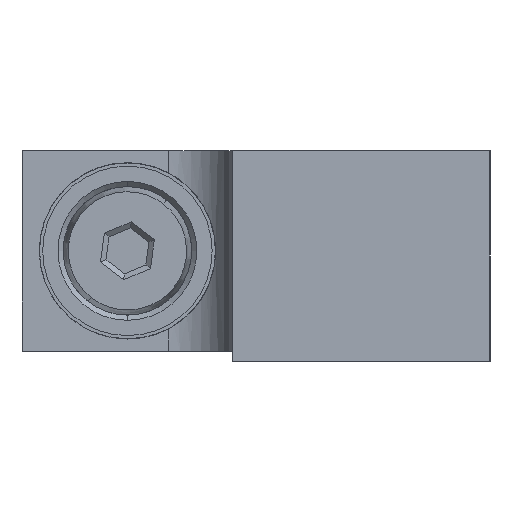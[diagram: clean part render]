
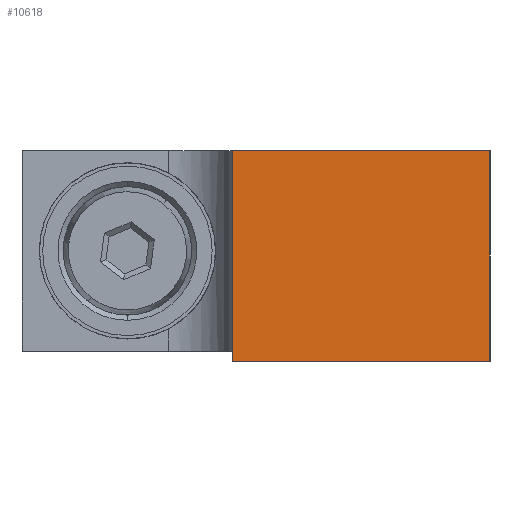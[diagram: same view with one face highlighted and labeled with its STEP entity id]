
A CAD part, left-side view. The second image highlights one B-rep face of the part: STEP entity #10618.
In plain terms, the highlighted planar face has unit normal (-1, 0, 0).
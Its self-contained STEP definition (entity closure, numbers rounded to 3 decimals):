
#340 = CARTESIAN_POINT ( 'NONE',  ( 0., 12.7, 10.414 ) ) ;
#548 = FACE_OUTER_BOUND ( 'NONE', #4094, .T. ) ;
#604 = VECTOR ( 'NONE', #1053, 1000. ) ;
#666 = DIRECTION ( 'NONE',  ( 0., 0., -1. ) ) ;
#941 = LINE ( 'NONE', #6139, #6170 ) ;
#1053 = DIRECTION ( 'NONE',  ( 0., -1., 0. ) ) ;
#1091 = DIRECTION ( 'NONE',  ( 0., 0., -1. ) ) ;
#1979 = LINE ( 'NONE', #6320, #7578 ) ;
#2256 = VERTEX_POINT ( 'NONE', #340 ) ;
#3667 = EDGE_CURVE ( 'NONE', #2256, #8408, #8678, .T. ) ;
#3738 = CARTESIAN_POINT ( 'NONE',  ( 0., 0., 0. ) ) ;
#3759 = ORIENTED_EDGE ( 'NONE', *, *, #3667, .F. ) ;
#4094 = EDGE_LOOP ( 'NONE', ( #5554, #8761, #3759, #11968 ) ) ;
#4891 = CARTESIAN_POINT ( 'NONE',  ( 0., 0., 10.414 ) ) ;
#4907 = CARTESIAN_POINT ( 'NONE',  ( 0., 0., 0. ) ) ;
#5554 = ORIENTED_EDGE ( 'NONE', *, *, #9946, .T. ) ;
#5663 = LINE ( 'NONE', #3738, #8119 ) ;
#6139 = CARTESIAN_POINT ( 'NONE',  ( 0., 12.7, 10.414 ) ) ;
#6170 = VECTOR ( 'NONE', #10361, 1000. ) ;
#6320 = CARTESIAN_POINT ( 'NONE',  ( 0., 0., 10.414 ) ) ;
#6939 = DIRECTION ( 'NONE',  ( 1., 0., 0. ) ) ;
#7328 = CARTESIAN_POINT ( 'NONE',  ( 0., 0., 10.414 ) ) ;
#7565 = CARTESIAN_POINT ( 'NONE',  ( 0., 12.7, 0. ) ) ;
#7578 = VECTOR ( 'NONE', #1091, 1000. ) ;
#7947 = DIRECTION ( 'NONE',  ( 0., -1., 0. ) ) ;
#8119 = VECTOR ( 'NONE', #7947, 1000. ) ;
#8408 = VERTEX_POINT ( 'NONE', #4891 ) ;
#8678 = LINE ( 'NONE', #7328, #604 ) ;
#8761 = ORIENTED_EDGE ( 'NONE', *, *, #12681, .F. ) ;
#9041 = PLANE ( 'NONE',  #11387 ) ;
#9946 = EDGE_CURVE ( 'NONE', #11541, #13568, #5663, .T. ) ;
#10361 = DIRECTION ( 'NONE',  ( 0., 0., -1. ) ) ;
#10618 = ADVANCED_FACE ( 'NONE', ( #548 ), #9041, .F. ) ;
#11147 = EDGE_CURVE ( 'NONE', #2256, #11541, #941, .T. ) ;
#11387 = AXIS2_PLACEMENT_3D ( 'NONE', #13296, #6939, #666 ) ;
#11541 = VERTEX_POINT ( 'NONE', #7565 ) ;
#11968 = ORIENTED_EDGE ( 'NONE', *, *, #11147, .T. ) ;
#12681 = EDGE_CURVE ( 'NONE', #8408, #13568, #1979, .T. ) ;
#13296 = CARTESIAN_POINT ( 'NONE',  ( 0., 0., 10.414 ) ) ;
#13568 = VERTEX_POINT ( 'NONE', #4907 ) ;
